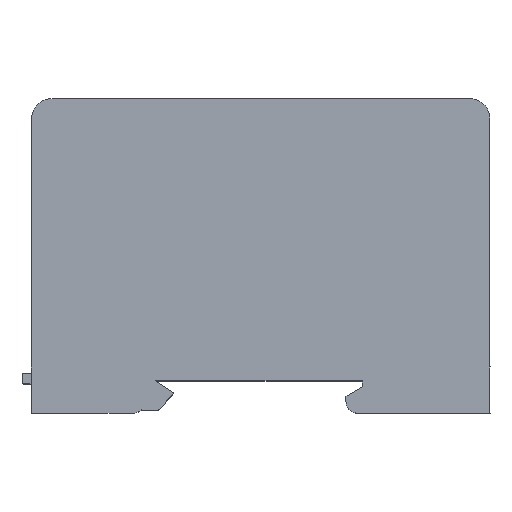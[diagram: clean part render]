
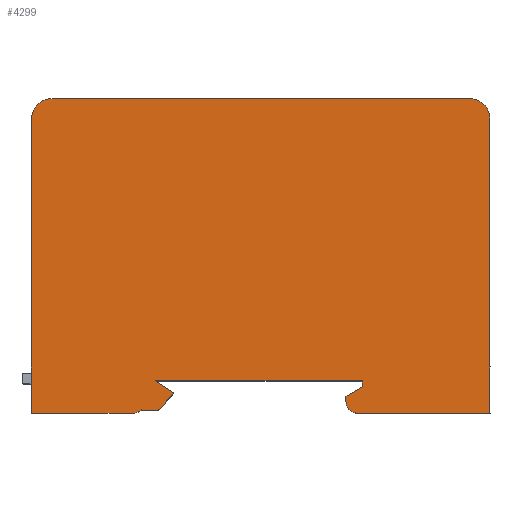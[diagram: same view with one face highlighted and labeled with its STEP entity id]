
A CAD part, top view. The second image highlights one B-rep face of the part: STEP entity #4299.
In plain terms, the highlighted planar face has unit normal (0, 0, 1).
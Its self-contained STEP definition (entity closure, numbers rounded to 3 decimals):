
#1216=DIRECTION('',(0.,1.,0.));
#1217=VECTOR('',#1216,50.);
#1218=CARTESIAN_POINT('',(39.,-26.75,10.5));
#1219=LINE('',#1218,#1217);
#1228=DIRECTION('',(0.,1.,0.));
#1229=VECTOR('',#1228,50.);
#1230=CARTESIAN_POINT('',(-39.,-26.75,10.5));
#1231=LINE('',#1230,#1229);
#1232=CARTESIAN_POINT('',(-35.5,23.25,10.5));
#1233=DIRECTION('',(0.,0.,-1.));
#1234=DIRECTION('',(-1.,0.,0.));
#1235=AXIS2_PLACEMENT_3D('',#1232,#1233,#1234);
#1237=CARTESIAN_POINT('',(35.5,23.25,10.5));
#1238=DIRECTION('',(0.,0.,-1.));
#1239=DIRECTION('',(0.,1.,0.));
#1240=AXIS2_PLACEMENT_3D('',#1237,#1238,#1239);
#1242=CARTESIAN_POINT('',(16.5,-24.75,10.5));
#1243=DIRECTION('',(0.,0.,-1.));
#1244=DIRECTION('',(0.,-1.,0.));
#1245=AXIS2_PLACEMENT_3D('',#1242,#1243,#1244);
#1247=DIRECTION('',(0.866,0.5,0.));
#1248=VECTOR('',#1247,3.233);
#1249=CARTESIAN_POINT('',(14.5,-23.866,10.5));
#1250=LINE('',#1249,#1248);
#1251=DIRECTION('',(0.84,-0.543,0.));
#1252=VECTOR('',#1251,3.737);
#1253=CARTESIAN_POINT('',(-17.9,-21.25,10.5));
#1254=LINE('',#1253,#1252);
#1255=DIRECTION('',(-0.655,-0.756,0.));
#1256=VECTOR('',#1255,3.711);
#1257=CARTESIAN_POINT('',(-14.762,-23.278,10.5));
#1258=LINE('',#1257,#1256);
#1259=CARTESIAN_POINT('',(-17.57,-25.757,10.5));
#1260=DIRECTION('',(0.,0.,-1.));
#1261=DIRECTION('',(0.756,-0.654,0.));
#1262=AXIS2_PLACEMENT_3D('',#1259,#1260,#1261);
#1264=DIRECTION('',(-1.,0.015,0.));
#1265=VECTOR('',#1264,2.77);
#1266=CARTESIAN_POINT('',(-17.569,-26.257,10.5));
#1267=LINE('',#1266,#1265);
#1268=CARTESIAN_POINT('',(-21.7,-24.75,10.5));
#1269=DIRECTION('',(0.,0.,-1.));
#1270=DIRECTION('',(0.681,-0.732,0.));
#1271=AXIS2_PLACEMENT_3D('',#1268,#1269,#1270);
#1285=DIRECTION('',(1.,0.,0.));
#1286=VECTOR('',#1285,17.3);
#1287=CARTESIAN_POINT('',(-39.,-26.75,10.5));
#1288=LINE('',#1287,#1286);
#1358=DIRECTION('',(1.,0.,0.));
#1359=VECTOR('',#1358,35.2);
#1360=CARTESIAN_POINT('',(-17.9,-21.25,10.5));
#1361=LINE('',#1360,#1359);
#1370=DIRECTION('',(0.,-1.,0.));
#1371=VECTOR('',#1370,1.);
#1372=CARTESIAN_POINT('',(17.3,-21.25,10.5));
#1373=LINE('',#1372,#1371);
#1386=DIRECTION('',(0.,-1.,0.));
#1387=VECTOR('',#1386,0.883);
#1388=CARTESIAN_POINT('',(14.5,-23.866,10.5));
#1389=LINE('',#1388,#1387);
#1402=DIRECTION('',(1.,0.,0.));
#1403=VECTOR('',#1402,22.5);
#1404=CARTESIAN_POINT('',(16.5,-26.75,10.5));
#1405=LINE('',#1404,#1403);
#1418=DIRECTION('',(-1.,0.,0.));
#1419=VECTOR('',#1418,70.999);
#1420=CARTESIAN_POINT('',(35.5,26.75,10.5));
#1421=LINE('',#1420,#1419);
#2567=CARTESIAN_POINT('',(-39.,-26.75,10.5));
#2568=CARTESIAN_POINT('',(-39.,23.25,10.5));
#2569=VERTEX_POINT('',#2567);
#2570=VERTEX_POINT('',#2568);
#2587=CARTESIAN_POINT('',(-35.5,26.75,10.5));
#2588=VERTEX_POINT('',#2587);
#2589=CARTESIAN_POINT('',(35.5,26.75,10.5));
#2590=VERTEX_POINT('',#2589);
#2591=CARTESIAN_POINT('',(39.,23.25,10.5));
#2592=VERTEX_POINT('',#2591);
#2593=CARTESIAN_POINT('',(16.5,-26.75,10.5));
#2594=CARTESIAN_POINT('',(39.,-26.75,10.5));
#2595=VERTEX_POINT('',#2593);
#2596=VERTEX_POINT('',#2594);
#2597=CARTESIAN_POINT('',(14.5,-24.75,10.5));
#2598=VERTEX_POINT('',#2597);
#2599=CARTESIAN_POINT('',(14.5,-23.866,10.5));
#2600=VERTEX_POINT('',#2599);
#2601=CARTESIAN_POINT('',(17.3,-22.25,10.5));
#2602=VERTEX_POINT('',#2601);
#2603=CARTESIAN_POINT('',(17.3,-21.25,10.5));
#2604=VERTEX_POINT('',#2603);
#2605=CARTESIAN_POINT('',(-17.9,-21.25,10.5));
#2606=VERTEX_POINT('',#2605);
#2607=CARTESIAN_POINT('',(-14.762,-23.278,10.5));
#2608=VERTEX_POINT('',#2607);
#2609=CARTESIAN_POINT('',(-17.191,-26.084,10.5));
#2610=VERTEX_POINT('',#2609);
#2611=CARTESIAN_POINT('',(-17.569,-26.257,10.5));
#2612=VERTEX_POINT('',#2611);
#2613=CARTESIAN_POINT('',(-20.339,-26.215,10.5));
#2614=VERTEX_POINT('',#2613);
#2615=CARTESIAN_POINT('',(-21.7,-26.75,10.5));
#2616=VERTEX_POINT('',#2615);
#4259=CARTESIAN_POINT('',(0.,0.,10.5));
#4260=DIRECTION('',(0.,0.,1.));
#4261=DIRECTION('',(1.,0.,0.));
#4262=AXIS2_PLACEMENT_3D('',#4259,#4260,#4261);
#4263=PLANE('',#4262);
#4265=ORIENTED_EDGE('',*,*,#4264,.T.);
#4267=ORIENTED_EDGE('',*,*,#4266,.T.);
#4269=ORIENTED_EDGE('',*,*,#4268,.F.);
#4271=ORIENTED_EDGE('',*,*,#4270,.T.);
#4272=ORIENTED_EDGE('',*,*,#4241,.F.);
#4274=ORIENTED_EDGE('',*,*,#4273,.F.);
#4276=ORIENTED_EDGE('',*,*,#4275,.T.);
#4278=ORIENTED_EDGE('',*,*,#4277,.F.);
#4280=ORIENTED_EDGE('',*,*,#4279,.T.);
#4282=ORIENTED_EDGE('',*,*,#4281,.F.);
#4284=ORIENTED_EDGE('',*,*,#4283,.F.);
#4286=ORIENTED_EDGE('',*,*,#4285,.T.);
#4288=ORIENTED_EDGE('',*,*,#4287,.T.);
#4290=ORIENTED_EDGE('',*,*,#4289,.T.);
#4292=ORIENTED_EDGE('',*,*,#4291,.T.);
#4294=ORIENTED_EDGE('',*,*,#4293,.T.);
#4296=ORIENTED_EDGE('',*,*,#4295,.F.);
#4297=EDGE_LOOP('',(#4265,#4267,#4269,#4271,#4272,#4274,#4276,#4278,#4280,#4282,
#4284,#4286,#4288,#4290,#4292,#4294,#4296));
#4298=FACE_OUTER_BOUND('',#4297,.F.);
#1236=CIRCLE('',#1235,3.5);
#1241=CIRCLE('',#1240,3.5);
#1246=CIRCLE('',#1245,2.);
#1263=CIRCLE('',#1262,0.5);
#1272=CIRCLE('',#1271,2.);
#4241=EDGE_CURVE('',#2596,#2592,#1219,.T.);
#4264=EDGE_CURVE('',#2569,#2570,#1231,.T.);
#4266=EDGE_CURVE('',#2570,#2588,#1236,.T.);
#4268=EDGE_CURVE('',#2590,#2588,#1421,.T.);
#4270=EDGE_CURVE('',#2590,#2592,#1241,.T.);
#4273=EDGE_CURVE('',#2595,#2596,#1405,.T.);
#4275=EDGE_CURVE('',#2595,#2598,#1246,.T.);
#4277=EDGE_CURVE('',#2600,#2598,#1389,.T.);
#4279=EDGE_CURVE('',#2600,#2602,#1250,.T.);
#4281=EDGE_CURVE('',#2604,#2602,#1373,.T.);
#4283=EDGE_CURVE('',#2606,#2604,#1361,.T.);
#4285=EDGE_CURVE('',#2606,#2608,#1254,.T.);
#4287=EDGE_CURVE('',#2608,#2610,#1258,.T.);
#4289=EDGE_CURVE('',#2610,#2612,#1263,.T.);
#4291=EDGE_CURVE('',#2612,#2614,#1267,.T.);
#4293=EDGE_CURVE('',#2614,#2616,#1272,.T.);
#4295=EDGE_CURVE('',#2569,#2616,#1288,.T.);
#4299=ADVANCED_FACE('',(#4298),#4263,.T.);
